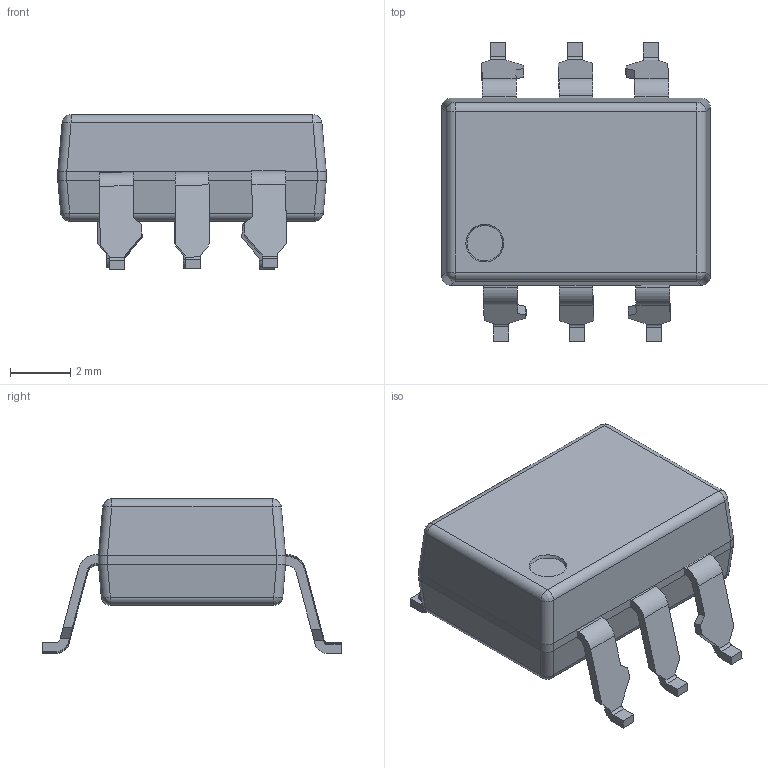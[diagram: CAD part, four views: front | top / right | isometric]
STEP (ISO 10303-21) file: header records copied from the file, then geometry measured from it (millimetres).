
FILE_DESCRIPTION (( 'STEP AP214' ), '1' );
FILE_NAME ('MOC8050SR2M.STEP', '2020-10-09T14:36:28', ( 'Elessar' ), ( '' ), 'SwSTEP 2.0', 'SolidWorks 2018', '' );
FILE_SCHEMA (( 'AUTOMOTIVE_DESIGN' ));
Length unit declared in the file: millimetre
Products named in the file (5): MOC8050SR2M_dipso6body_1; MOC8050SR2M_dipso6leadbumpl_1; MOC8050SR2M; MOC8050SR2M_dipso6leadbumpr_1; MOC8050SR2M_dipso6lead_1
Assembly tree (7 placements, depth 2):
  MOC8050SR2M
    MOC8050SR2M_dipso6leadbumpr_1  x2
    MOC8050SR2M_dipso6leadbumpl_1  x2
    MOC8050SR2M_dipso6lead_1  x2
    MOC8050SR2M_dipso6body_1
Bounding box: 8.89 x 9.9 x 5.12 mm (x, y, z)
Volume: 199.5 mm3; surface area: 315.9 mm2
Topology: 7 solids, 7 shells, 161 faces, 414 edges, 268 vertices
Faces by surface type: plane 107, cylinder 44, bspline 8, cone 2
Entity records: 4491 total; most frequent: CARTESIAN_POINT 727, ORIENTED_EDGE 516, DIRECTION 496, EDGE_CURVE 258, LINE 182, VECTOR 182, VERTEX_POINT 164, AXIS2_PLACEMENT_3D 157
